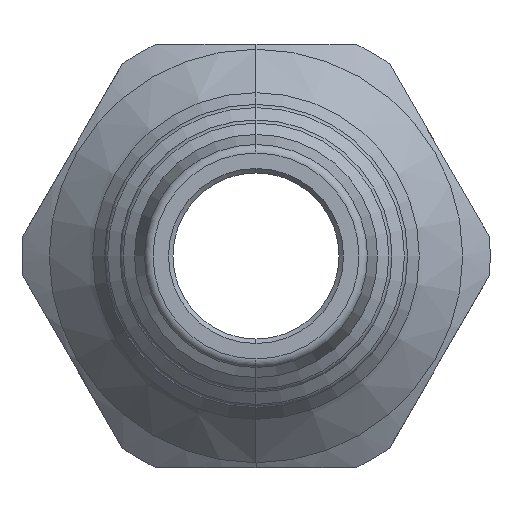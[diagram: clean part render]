
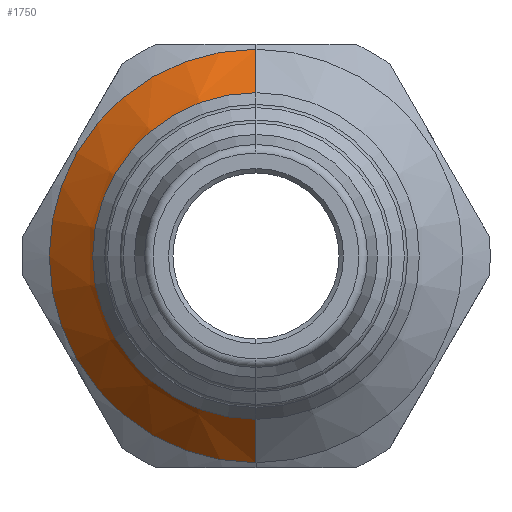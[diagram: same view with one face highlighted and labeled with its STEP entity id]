
A CAD part, left-side view. The second image highlights one B-rep face of the part: STEP entity #1750.
In plain terms, the highlighted conical face has half-angle 45 degrees and reference radius 9.275 mm.
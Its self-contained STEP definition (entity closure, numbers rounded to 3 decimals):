
#37 = EDGE_CURVE ( 'NONE', #1094, #1128, #582, .T. ) ;
#38 = EDGE_CURVE ( 'NONE', #1080, #1133, #580, .T. ) ;
#39 = EDGE_CURVE ( 'NONE', #1080, #1094, #576, .T. ) ;
#41 = EDGE_CURVE ( 'NONE', #1133, #1128, #562, .T. ) ;
#107 = AXIS2_PLACEMENT_3D ( 'NONE', #1330, #1332, #1331 ) ;
#108 = AXIS2_PLACEMENT_3D ( 'NONE', #1336, #1335, #1337 ) ;
#207 = AXIS2_PLACEMENT_3D ( 'NONE', #1598, #1597, #1596 ) ;
#297 = CONICAL_SURFACE ( 'NONE', #207, 9.275, 0.785 ) ;
#298 = FACE_OUTER_BOUND ( 'NONE', #653, .T. ) ;
#562 = CIRCLE ( 'NONE', #108, 9.275 ) ;
#576 = CIRCLE ( 'NONE', #107, 5.85 ) ;
#578 = VECTOR ( 'NONE', #1328, 1000. ) ;
#580 = LINE ( 'NONE', #1329, #578 ) ;
#581 = VECTOR ( 'NONE', #1327, 1000. ) ;
#582 = LINE ( 'NONE', #1326, #581 ) ;
#653 = EDGE_LOOP ( 'NONE', ( #798, #799, #870, #872 ) ) ;
#798 = ORIENTED_EDGE ( 'NONE', *, *, #39, .F. ) ;
#799 = ORIENTED_EDGE ( 'NONE', *, *, #38, .T. ) ;
#870 = ORIENTED_EDGE ( 'NONE', *, *, #41, .T. ) ;
#872 = ORIENTED_EDGE ( 'NONE', *, *, #37, .F. ) ;
#920 = CARTESIAN_POINT ( 'NONE',  ( -26.125, 0., 5.85 ) ) ;
#961 = CARTESIAN_POINT ( 'NONE',  ( -26.125, 0., -5.85 ) ) ;
#970 = CARTESIAN_POINT ( 'NONE',  ( -22.7, 0., 9.275 ) ) ;
#976 = CARTESIAN_POINT ( 'NONE',  ( -22.7, 0., -9.275 ) ) ;
#1080 = VERTEX_POINT ( 'NONE', #920 ) ;
#1094 = VERTEX_POINT ( 'NONE', #961 ) ;
#1128 = VERTEX_POINT ( 'NONE', #976 ) ;
#1133 = VERTEX_POINT ( 'NONE', #970 ) ;
#1326 = CARTESIAN_POINT ( 'NONE',  ( -22.7, 0., -9.275 ) ) ;
#1327 = DIRECTION ( 'NONE',  ( 0.707, 0., -0.707 ) ) ;
#1328 = DIRECTION ( 'NONE',  ( 0.707, 0., 0.707 ) ) ;
#1329 = CARTESIAN_POINT ( 'NONE',  ( -22.7, 0., 9.275 ) ) ;
#1330 = CARTESIAN_POINT ( 'NONE',  ( -26.125, 0., 0. ) ) ;
#1331 = DIRECTION ( 'NONE',  ( 0., 0., 1. ) ) ;
#1332 = DIRECTION ( 'NONE',  ( -1., 0., 0. ) ) ;
#1335 = DIRECTION ( 'NONE',  ( -1., 0., 0. ) ) ;
#1336 = CARTESIAN_POINT ( 'NONE',  ( -22.7, 0., 0. ) ) ;
#1337 = DIRECTION ( 'NONE',  ( 0., 0., 1. ) ) ;
#1596 = DIRECTION ( 'NONE',  ( 0., 0., -1. ) ) ;
#1597 = DIRECTION ( 'NONE',  ( 1., 0., 0. ) ) ;
#1598 = CARTESIAN_POINT ( 'NONE',  ( -22.7, 0., 0. ) ) ;
#1750 = ADVANCED_FACE ( 'NONE', ( #298 ), #297, .T. ) ;
